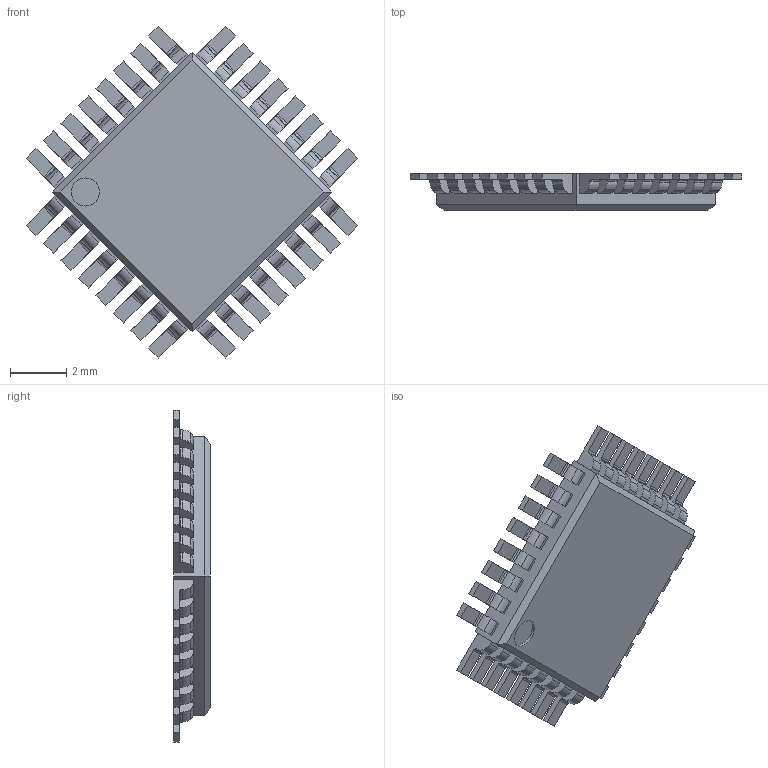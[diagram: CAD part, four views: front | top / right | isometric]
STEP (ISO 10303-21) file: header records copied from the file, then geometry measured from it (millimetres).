
FILE_DESCRIPTION (( 'STEP AP203' ), '1' );
FILE_NAME ('chip1.step_Default_sldprt.STEP', '2024-05-06T01:25:41', ( '' ), ( '' ), 'SwSTEP 2.0', 'SolidWorks 2021', '' );
FILE_SCHEMA (( 'CONFIG_CONTROL_DESIGN' ));
Length unit declared in the file: millimetre
Products named in the file (1): chip1.step_Default_sldprt
Bounding box: 11.76 x 1.3 x 11.76 mm (x, y, z)
Volume: 71.4 mm3; surface area: 231.5 mm2
Topology: 33 solids, 33 shells, 365 faces, 890 edges, 592 vertices
Faces by surface type: plane 235, cylinder 130
Entity records: 10745 total; most frequent: DIRECTION 1882, CARTESIAN_POINT 1848, ORIENTED_EDGE 1780, EDGE_CURVE 890, LINE 630, VECTOR 630, AXIS2_PLACEMENT_3D 626, VERTEX_POINT 592
